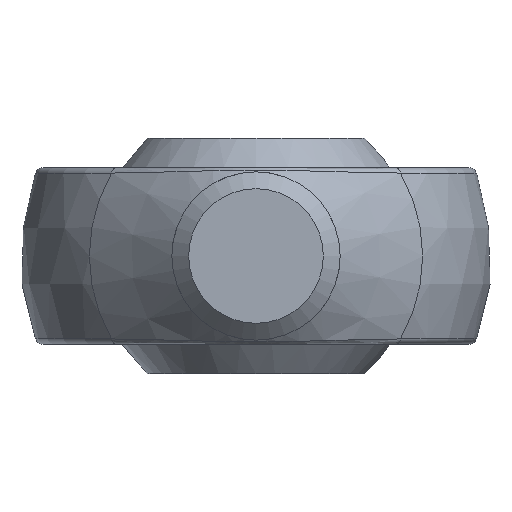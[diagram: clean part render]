
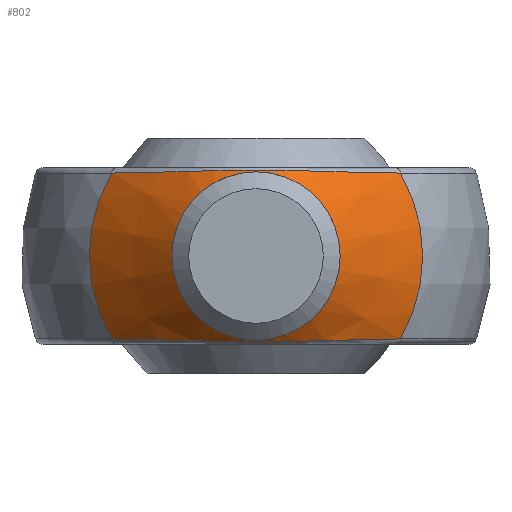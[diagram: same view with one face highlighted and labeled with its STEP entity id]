
A CAD part, front view. The second image highlights one B-rep face of the part: STEP entity #802.
In plain terms, the highlighted conical face has half-angle 45 degrees and reference radius 5 mm.
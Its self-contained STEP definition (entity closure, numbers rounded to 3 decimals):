
#11 = CARTESIAN_POINT ( 'NONE',  ( -3.2, -13.829, -5.049 ) ) ;
#17 = CARTESIAN_POINT ( 'NONE',  ( 0.844, -14.635, -5.099 ) ) ;
#24 = CARTESIAN_POINT ( 'NONE',  ( 3.94, -13.418, -5.028 ) ) ;
#27 = EDGE_LOOP ( 'NONE', ( #803, #390, #824, #111 ) ) ;
#28 = CARTESIAN_POINT ( 'NONE',  ( -5.333, -12.513, 4.991 ) ) ;
#35 = CARTESIAN_POINT ( 'NONE',  ( 5.325, -12.519, 4.991 ) ) ;
#43 = CARTESIAN_POINT ( 'NONE',  ( 1.648, -14.466, 5.087 ) ) ;
#78 = CARTESIAN_POINT ( 'NONE',  ( -5.997, -12.017, -4.975 ) ) ;
#84 = CARTESIAN_POINT ( 'NONE',  ( -1.648, -14.466, -5.087 ) ) ;
#93 = CARTESIAN_POINT ( 'NONE',  ( 0., -9.899, 0. ) ) ;
#96 = CARTESIAN_POINT ( 'NONE',  ( 5.997, -12.017, 4.975 ) ) ;
#100 = CARTESIAN_POINT ( 'NONE',  ( 2.827, -14.014, 5.059 ) ) ;
#109 = CIRCLE ( 'NONE', #864, 9.899 ) ;
#111 = ORIENTED_EDGE ( 'NONE', *, *, #151, .T. ) ;
#114 = CARTESIAN_POINT ( 'NONE',  ( 0.418, -14.696, 5.104 ) ) ;
#150 = CARTESIAN_POINT ( 'NONE',  ( -0.418, -14.696, -5.104 ) ) ;
#151 = EDGE_CURVE ( 'NONE', #178, #263, #445, .T. ) ;
#156 = CARTESIAN_POINT ( 'NONE',  ( 2.84, -14.008, -5.059 ) ) ;
#162 = CARTESIAN_POINT ( 'NONE',  ( 7.952, -10.445, 4.936 ) ) ;
#167 = CARTESIAN_POINT ( 'NONE',  ( 8.587, -9.899, -4.926 ) ) ;
#172 = CARTESIAN_POINT ( 'NONE',  ( 7.31, -10.981, 4.948 ) ) ;
#174 = DIRECTION ( 'NONE',  ( 0., 0., 1. ) ) ;
#178 = VERTEX_POINT ( 'NONE', #239 ) ;
#194 = VERTEX_POINT ( 'NONE', #793 ) ;
#197 = CARTESIAN_POINT ( 'NONE',  ( 0., -9.899, 0. ) ) ;
#202 = AXIS2_PLACEMENT_3D ( 'NONE', #93, #576, #632 ) ;
#209 = EDGE_CURVE ( 'NONE', #263, #785, #687, .T. ) ;
#210 = ORIENTED_EDGE ( 'NONE', *, *, #737, .F. ) ;
#215 = CARTESIAN_POINT ( 'NONE',  ( -8.587, -9.899, -4.926 ) ) ;
#216 = AXIS2_PLACEMENT_3D ( 'NONE', #675, #817, #743 ) ;
#221 = CARTESIAN_POINT ( 'NONE',  ( -2.053, -14.333, -5.078 ) ) ;
#231 = CARTESIAN_POINT ( 'NONE',  ( 7.312, -10.979, -4.948 ) ) ;
#233 = EDGE_CURVE ( 'NONE', #785, #853, #509, .T. ) ;
#239 = CARTESIAN_POINT ( 'NONE',  ( 8.587, -9.899, 4.926 ) ) ;
#249 = CARTESIAN_POINT ( 'NONE',  ( -2.84, -14.008, 5.059 ) ) ;
#263 = VERTEX_POINT ( 'NONE', #569 ) ;
#297 = CARTESIAN_POINT ( 'NONE',  ( 1.05, -14.599, -5.097 ) ) ;
#301 = CARTESIAN_POINT ( 'NONE',  ( 5.333, -12.513, -4.991 ) ) ;
#313 = CARTESIAN_POINT ( 'NONE',  ( -8.587, -9.899, 4.926 ) ) ;
#325 = CARTESIAN_POINT ( 'NONE',  ( -1.661, -14.463, 5.087 ) ) ;
#359 = CARTESIAN_POINT ( 'NONE',  ( -4.281, -13.208, -5.019 ) ) ;
#365 = CARTESIAN_POINT ( 'NONE',  ( 0.215, -14.695, -5.104 ) ) ;
#371 = CARTESIAN_POINT ( 'NONE',  ( 3.213, -13.822, -5.048 ) ) ;
#381 = CARTESIAN_POINT ( 'NONE',  ( 2.053, -14.333, 5.078 ) ) ;
#383 = EDGE_LOOP ( 'NONE', ( #210 ) ) ;
#390 = ORIENTED_EDGE ( 'NONE', *, *, #233, .T. ) ;
#394 = CARTESIAN_POINT ( 'NONE',  ( -1.05, -14.599, 5.097 ) ) ;
#436 = CARTESIAN_POINT ( 'NONE',  ( 4.293, -13.2, -5.019 ) ) ;
#442 = CARTESIAN_POINT ( 'NONE',  ( -0.215, -14.695, 5.104 ) ) ;
#445 = B_SPLINE_CURVE_WITH_KNOTS ( 'NONE', 3,
 ( #861, #162, #172, #96, #35, #716, #868, #636, #100, #381, #43, #579, #114, #442, #641, #723, #394, #325, #858, #249, #529, #706, #523, #28, #574, #849, #788, #313 ),
 .UNSPECIFIED., .F., .F.,
 ( 4, 2, 2, 2, 2, 2, 2, 2, 2, 2, 2, 2, 2, 4 ),
 ( 0., 0.003, 0.005, 0.006, 0.008, 0.009, 0.01, 0.011, 0.011, 0.013, 0.014, 0.015, 0.018, 0.02 ),
 .UNSPECIFIED. ) ;
#491 = CARTESIAN_POINT ( 'NONE',  ( -7.952, -10.445, -4.936 ) ) ;
#492 = CARTESIAN_POINT ( 'NONE',  ( -8.587, -9.899, -4.926 ) ) ;
#495 = CARTESIAN_POINT ( 'NONE',  ( -0.833, -14.647, -5.1 ) ) ;
#500 = CARTESIAN_POINT ( 'NONE',  ( 1.661, -14.463, -5.087 ) ) ;
#507 = CARTESIAN_POINT ( 'NONE',  ( 7.953, -10.444, -4.936 ) ) ;
#509 = B_SPLINE_CURVE_WITH_KNOTS ( 'NONE', 3,
 ( #215, #491, #567, #78, #572, #359, #620, #11, #562, #221, #84, #495, #150, #365, #627, #17, #297, #500, #769, #156, #371, #24, #436, #301, #844, #231, #507, #167 ),
 .UNSPECIFIED., .F., .F.,
 ( 4, 2, 2, 2, 2, 2, 2, 2, 2, 2, 2, 2, 2, 4 ),
 ( 0., 0.003, 0.005, 0.006, 0.008, 0.009, 0.01, 0.011, 0.011, 0.013, 0.014, 0.015, 0.018, 0.02 ),
 .UNSPECIFIED. ) ;
#521 = FACE_BOUND ( 'NONE', #383, .T. ) ;
#523 = CARTESIAN_POINT ( 'NONE',  ( -4.293, -13.2, 5.019 ) ) ;
#529 = CARTESIAN_POINT ( 'NONE',  ( -3.213, -13.822, 5.048 ) ) ;
#549 = CIRCLE ( 'NONE', #216, 5. ) ;
#562 = CARTESIAN_POINT ( 'NONE',  ( -2.827, -14.014, -5.059 ) ) ;
#567 = CARTESIAN_POINT ( 'NONE',  ( -7.31, -10.981, -4.948 ) ) ;
#569 = CARTESIAN_POINT ( 'NONE',  ( -8.587, -9.899, 4.926 ) ) ;
#572 = CARTESIAN_POINT ( 'NONE',  ( -5.325, -12.519, -4.991 ) ) ;
#574 = CARTESIAN_POINT ( 'NONE',  ( -6.001, -12.014, 4.975 ) ) ;
#576 = DIRECTION ( 'NONE',  ( 0., -1., 0. ) ) ;
#579 = CARTESIAN_POINT ( 'NONE',  ( 0.833, -14.647, 5.1 ) ) ;
#620 = CARTESIAN_POINT ( 'NONE',  ( -3.927, -13.426, -5.029 ) ) ;
#627 = CARTESIAN_POINT ( 'NONE',  ( 0.427, -14.683, -5.103 ) ) ;
#632 = DIRECTION ( 'NONE',  ( 0., 0., -1. ) ) ;
#636 = CARTESIAN_POINT ( 'NONE',  ( 3.2, -13.829, 5.049 ) ) ;
#641 = CARTESIAN_POINT ( 'NONE',  ( -0.427, -14.683, 5.103 ) ) ;
#645 = CONICAL_SURFACE ( 'NONE', #829, 5., 0.785 ) ;
#646 = CARTESIAN_POINT ( 'NONE',  ( 8.587, -9.899, -4.926 ) ) ;
#675 = CARTESIAN_POINT ( 'NONE',  ( 0., -14.799, 0. ) ) ;
#681 = EDGE_CURVE ( 'NONE', #853, #178, #109, .T. ) ;
#687 = CIRCLE ( 'NONE', #202, 9.899 ) ;
#692 = CARTESIAN_POINT ( 'NONE',  ( 0., -14.799, 0. ) ) ;
#706 = CARTESIAN_POINT ( 'NONE',  ( -3.94, -13.418, 5.028 ) ) ;
#716 = CARTESIAN_POINT ( 'NONE',  ( 4.281, -13.208, 5.019 ) ) ;
#720 = DIRECTION ( 'NONE',  ( 0., 1., 0. ) ) ;
#723 = CARTESIAN_POINT ( 'NONE',  ( -0.844, -14.635, 5.099 ) ) ;
#737 = EDGE_CURVE ( 'NONE', #194, #194, #549, .T. ) ;
#743 = DIRECTION ( 'NONE',  ( 0., 0., -1. ) ) ;
#754 = DIRECTION ( 'NONE',  ( 0., -1., 0. ) ) ;
#769 = CARTESIAN_POINT ( 'NONE',  ( 2.062, -14.33, -5.078 ) ) ;
#785 = VERTEX_POINT ( 'NONE', #492 ) ;
#788 = CARTESIAN_POINT ( 'NONE',  ( -7.953, -10.444, 4.936 ) ) ;
#793 = CARTESIAN_POINT ( 'NONE',  ( 0., -14.799, -5. ) ) ;
#802 = ADVANCED_FACE ( 'NONE', ( #856, #521 ), #645, .T. ) ;
#803 = ORIENTED_EDGE ( 'NONE', *, *, #209, .T. ) ;
#812 = DIRECTION ( 'NONE',  ( 0., 0., -1. ) ) ;
#817 = DIRECTION ( 'NONE',  ( 0., -1., 0. ) ) ;
#824 = ORIENTED_EDGE ( 'NONE', *, *, #681, .T. ) ;
#829 = AXIS2_PLACEMENT_3D ( 'NONE', #692, #720, #174 ) ;
#844 = CARTESIAN_POINT ( 'NONE',  ( 6.001, -12.014, -4.975 ) ) ;
#849 = CARTESIAN_POINT ( 'NONE',  ( -7.312, -10.979, 4.948 ) ) ;
#853 = VERTEX_POINT ( 'NONE', #646 ) ;
#856 = FACE_OUTER_BOUND ( 'NONE', #27, .T. ) ;
#858 = CARTESIAN_POINT ( 'NONE',  ( -2.062, -14.33, 5.078 ) ) ;
#861 = CARTESIAN_POINT ( 'NONE',  ( 8.587, -9.899, 4.926 ) ) ;
#864 = AXIS2_PLACEMENT_3D ( 'NONE', #197, #754, #812 ) ;
#868 = CARTESIAN_POINT ( 'NONE',  ( 3.927, -13.426, 5.029 ) ) ;
